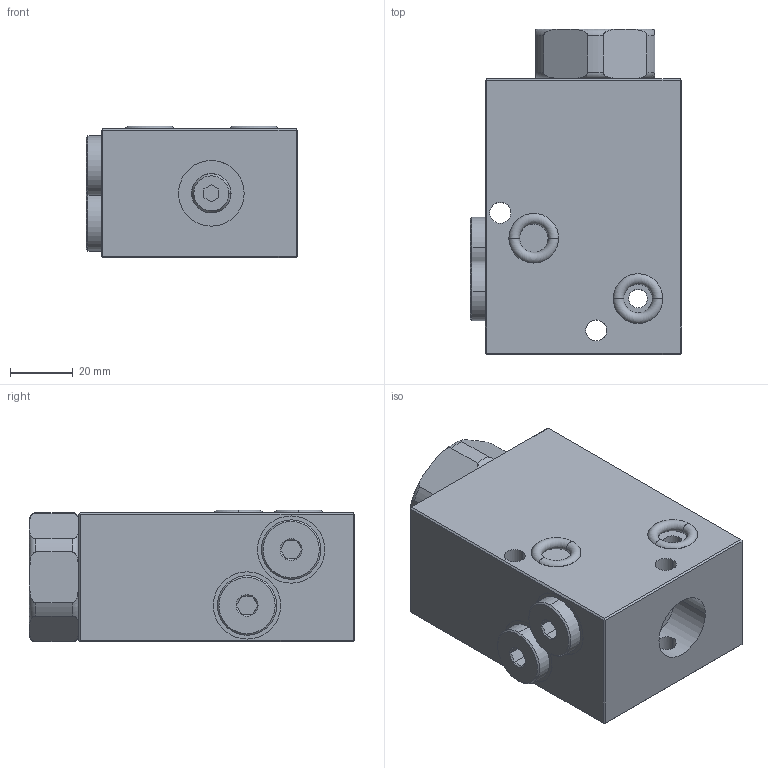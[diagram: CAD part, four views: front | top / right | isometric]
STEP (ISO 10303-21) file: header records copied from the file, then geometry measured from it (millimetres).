
FILE_DESCRIPTION((''),'2;1');
FILE_NAME('ILCMV47043100','2015-03-30T',('avl'),(''),'PRO/ENGINEER BY PARAMETRIC TECHNOLOGY CORPORATION, 2013320','PRO/ENGINEER BY PARAMETRIC TECHNOLOGY CORPORATION, 2013320','');
FILE_SCHEMA(('AUTOMOTIVE_DESIGN { 1 0 10303 214 1 1 1 1 }'));
Length unit declared in the file: millimetre
Products named in the file (1): ILCMV47043100
Bounding box: 67.48 x 104.01 x 42.14 mm (x, y, z)
Volume: 241272.5 mm3; surface area: 30226 mm2
Topology: 1 solids, 1 shells, 131 faces, 316 edges, 202 vertices
Faces by surface type: plane 63, cylinder 36, cone 18, torus 14
Entity records: 4589 total; most frequent: CARTESIAN_POINT 1327, DIRECTION 654, ORIENTED_EDGE 632, EDGE_CURVE 316, AXIS2_PLACEMENT_3D 243, VERTEX_POINT 202, VECTOR 168, LINE 168
